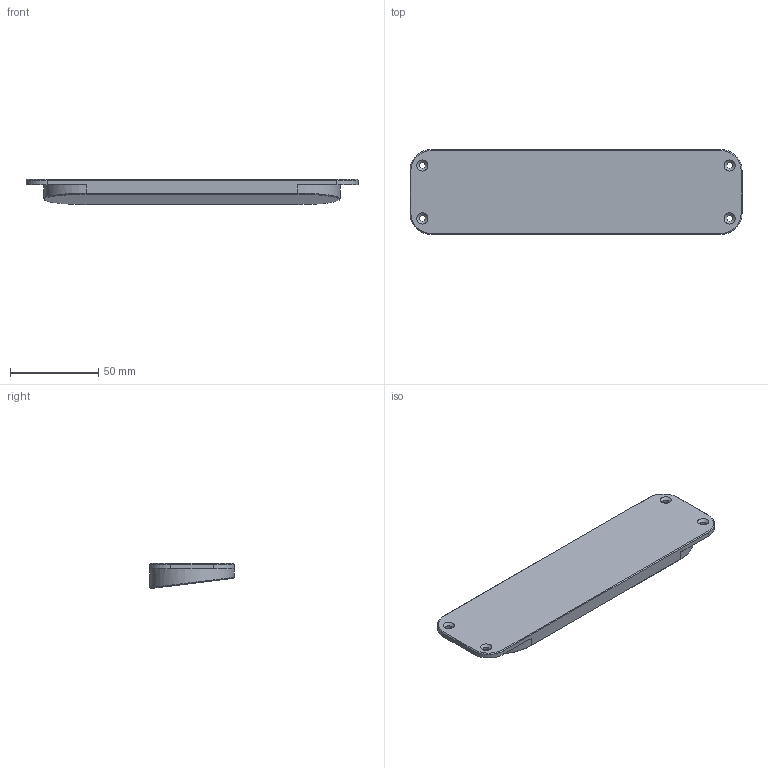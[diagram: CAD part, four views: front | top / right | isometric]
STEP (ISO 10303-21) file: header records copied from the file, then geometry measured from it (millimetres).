
FILE_DESCRIPTION(/* description */ (''),/* implementation_level */ '2;1');
FILE_NAME(/* name */ 'Sofia_Weight_V2.step',/* time_stamp */ '2022-06-10T16:56:23+02:00',/* author */ (''),/* organization */ (''),/* preprocessor_version */ 'ST-DEVELOPER v19',/* originating_system */ 'Autodesk Translation Framework v11.7.0.108',/* authorisation */ '');
FILE_SCHEMA (('AUTOMOTIVE_DESIGN { 1 0 10303 214 3 1 1 }'));
Length unit declared in the file: millimetre
Products named in the file (1): Sofia_Bottom_V1
Bounding box: 188 x 48 x 14.19 mm (x, y, z)
Volume: 89269.8 mm3; surface area: 22238.4 mm2
Topology: 1 solids, 1 shells, 34 faces, 80 edges, 48 vertices
Faces by surface type: plane 14, cylinder 10, cone 8, bspline 2
Full cylindrical faces by diameter (mm): 3.4 x4
Entity records: 1125 total; most frequent: CARTESIAN_POINT 277, DIRECTION 168, ORIENTED_EDGE 160, EDGE_CURVE 80, AXIS2_PLACEMENT_3D 59, LINE 50, VECTOR 50, VERTEX_POINT 48
